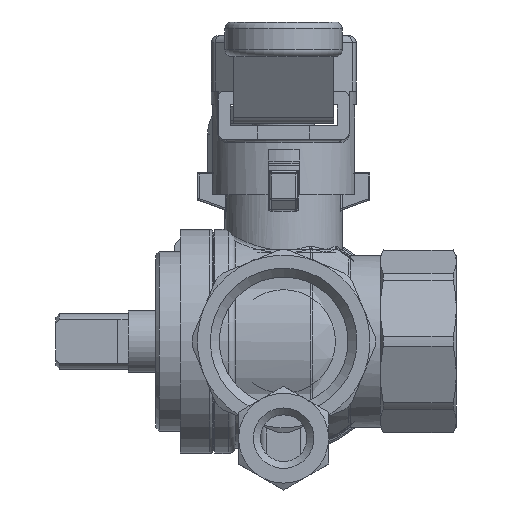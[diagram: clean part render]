
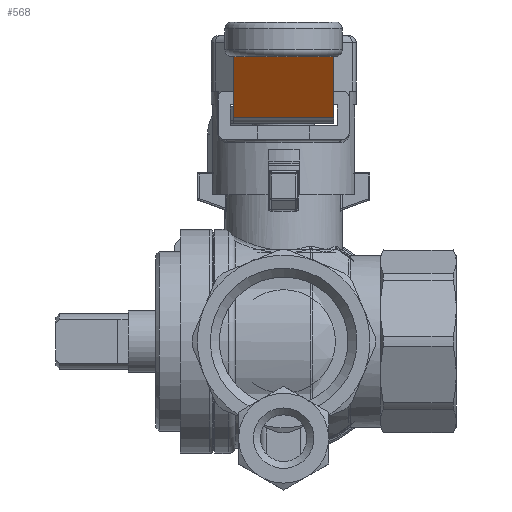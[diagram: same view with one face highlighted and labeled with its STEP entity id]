
A CAD part, left-side view. The second image highlights one B-rep face of the part: STEP entity #568.
In plain terms, the highlighted face is planar.
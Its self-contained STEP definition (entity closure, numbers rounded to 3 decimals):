
#568 = ADVANCED_FACE( '', ( #1426 ), #1427, .F. );
#1426 = FACE_OUTER_BOUND( '', #2763, .T. );
#1427 = PLANE( '', #2764 );
#2763 = EDGE_LOOP( '', ( #4983, #4984, #4985, #4986 ) );
#2764 = AXIS2_PLACEMENT_3D( '', #4987, #4988, #4989 );
#4983 = ORIENTED_EDGE( '', *, *, #7759, .F. );
#4984 = ORIENTED_EDGE( '', *, *, #7760, .T. );
#4985 = ORIENTED_EDGE( '', *, *, #7761, .T. );
#4986 = ORIENTED_EDGE( '', *, *, #7762, .T. );
#4987 = CARTESIAN_POINT( '', ( 35.071, 14.5, 0. ) );
#4988 = DIRECTION( '', ( -0.819, 0., 0.574 ) );
#4989 = DIRECTION( '', ( 0., 1., 0. ) );
#7759 = EDGE_CURVE( '', #9185, #9186, #9187, .T. );
#7760 = EDGE_CURVE( '', #9185, #9188, #9189, .T. );
#7761 = EDGE_CURVE( '', #9188, #9190, #9191, .T. );
#7762 = EDGE_CURVE( '', #9190, #9186, #9192, .T. );
#9185 = VERTEX_POINT( '', #12008 );
#9186 = VERTEX_POINT( '', #12009 );
#9187 = LINE( '', #12010, #12011 );
#9188 = VERTEX_POINT( '', #12012 );
#9189 = LINE( '', #12013, #12014 );
#9190 = VERTEX_POINT( '', #12015 );
#9191 = LINE( '', #12016, #12017 );
#9192 = LINE( '', #12018, #12019 );
#12008 = CARTESIAN_POINT( '', ( 42.177, 14.5, 10.147 ) );
#12009 = CARTESIAN_POINT( '', ( 35.669, 14.5, 0.853 ) );
#12010 = CARTESIAN_POINT( '', ( 35.071, 14.5, 0. ) );
#12011 = VECTOR( '', #15081, 1000. );
#12012 = CARTESIAN_POINT( '', ( 42.177, 0., 10.147 ) );
#12013 = CARTESIAN_POINT( '', ( 42.177, 0., 10.147 ) );
#12014 = VECTOR( '', #15082, 1000. );
#12015 = CARTESIAN_POINT( '', ( 35.669, 0., 0.853 ) );
#12016 = CARTESIAN_POINT( '', ( 35.071, 0., 0. ) );
#12017 = VECTOR( '', #15083, 1000. );
#12018 = CARTESIAN_POINT( '', ( 35.669, 14.5, 0.853 ) );
#12019 = VECTOR( '', #15084, 1000. );
#15081 = DIRECTION( '', ( -0.574, 0., -0.819 ) );
#15082 = DIRECTION( '', ( 0., -1., 0. ) );
#15083 = DIRECTION( '', ( -0.574, 0., -0.819 ) );
#15084 = DIRECTION( '', ( 0., 1., 0. ) );
